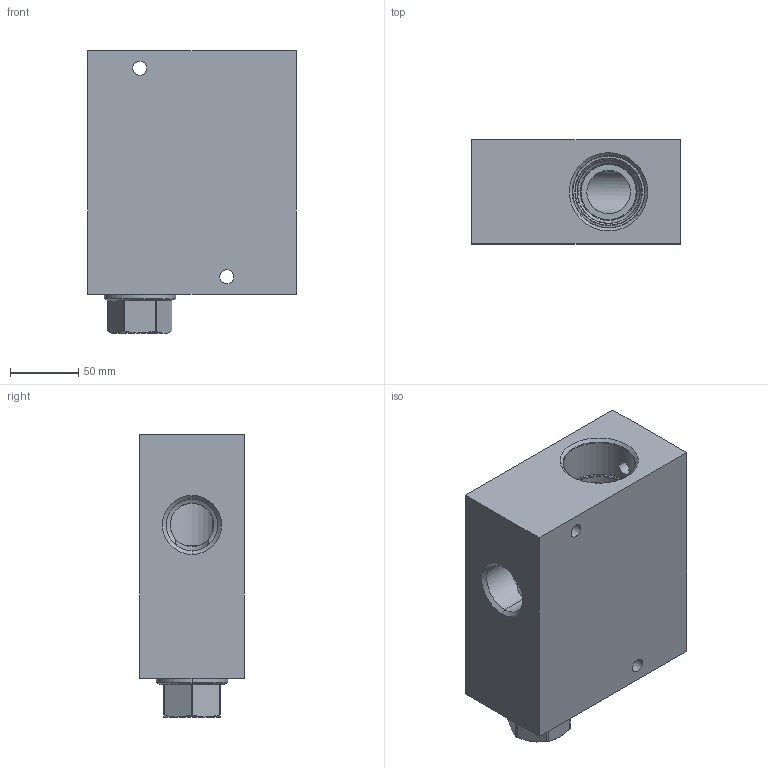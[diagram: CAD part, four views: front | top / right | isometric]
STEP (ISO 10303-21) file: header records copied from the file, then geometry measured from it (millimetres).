
FILE_DESCRIPTION((''),'2;1');
FILE_NAME('K2F_ASM','2020-01-31T',('ProEService'),(''),'PRO/ENGINEER BY PARAMETRIC TECHNOLOGY CORPORATION, 2014200','PRO/ENGINEER BY PARAMETRIC TECHNOLOGY CORPORATION, 2014200','');
FILE_SCHEMA(('CONFIG_CONTROL_DESIGN'));
Length unit declared in the file: inch
Products named in the file (3): 151-923-003; CXIDXCN; K2F_ASM
Assembly tree (2 placements, depth 2):
  K2F_ASM
    151-923-003
    CXIDXCN
Bounding box: 152.4 x 76.2 x 206.38 mm (x, y, z)
Volume: 1694742.3 mm3; surface area: 179852 mm2
Topology: 4 solids, 5 shells, 275 faces, 875 edges, 699 vertices
Faces by surface type: cylinder 119, cone 61, plane 59, torus 26, revolution 8, sphere 2
Entity records: 11206 total; most frequent: CARTESIAN_POINT 3524, DIRECTION 1635, ORIENTED_EDGE 1304, EDGE_CURVE 652, AXIS2_PLACEMENT_3D 587, VECTOR 453, LINE 453, VERTEX_POINT 397
